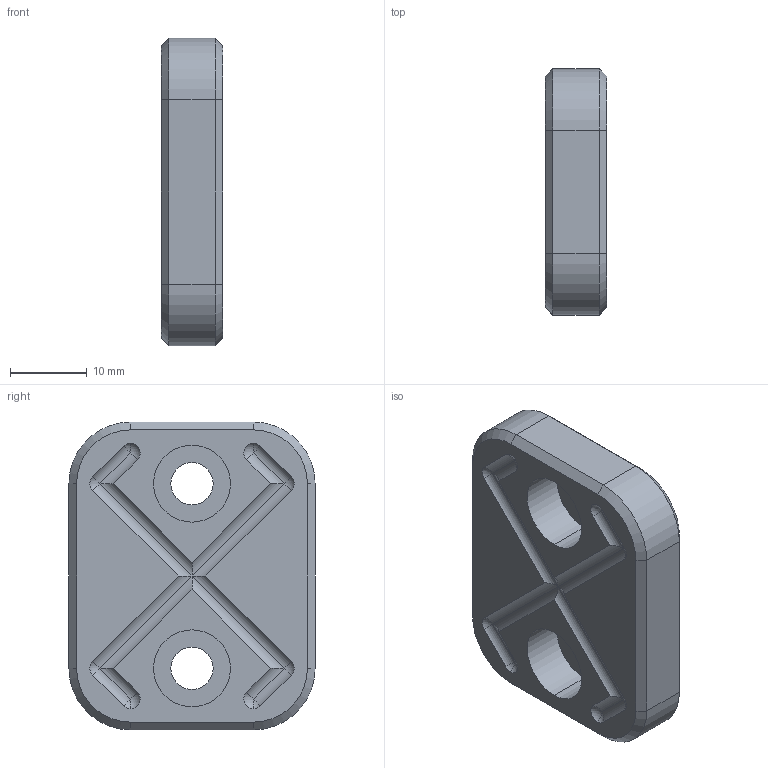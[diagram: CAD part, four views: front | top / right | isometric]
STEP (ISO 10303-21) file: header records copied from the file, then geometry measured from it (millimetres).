
FILE_DESCRIPTION(('STEP AP214'),'1');
FILE_NAME('cctmp_9C0C9212-8DF7-4F9F-A6FD-7704E639DDAE_2023_07_25_16_05_38_0364_1780..stp','2023-07-25T14:05:38',('HASCO Hasenclever GmbH & Co. KG'),('CADClick - www.CADClick.com'),'Spatial InterOp 3D',' ','unknown authorization');
FILE_SCHEMA(('AUTOMOTIVE_DESIGN'));
Length unit declared in the file: millimetre
Products named in the file (1): Z557/32x40x8
Bounding box: 8 x 32 x 40 mm (x, y, z)
Volume: 8575.3 mm3; surface area: 3718.7 mm2
Topology: 1 solids, 1 shells, 64 faces, 144 edges, 85 vertices
Faces by surface type: cylinder 28, plane 16, sphere 12, cone 8
Entity records: 2320 total; most frequent: DIRECTION 346, CARTESIAN_POINT 294, ORIENTED_EDGE 288, EDGE_CURVE 144, AXIS2_PLACEMENT_3D 137, VERTEX_POINT 85, LINE 72, VECTOR 72
